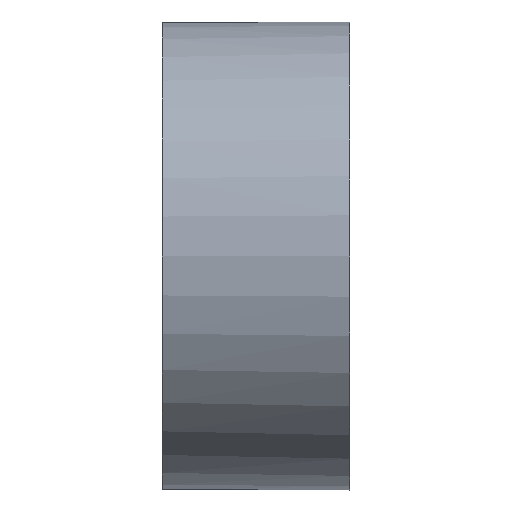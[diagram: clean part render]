
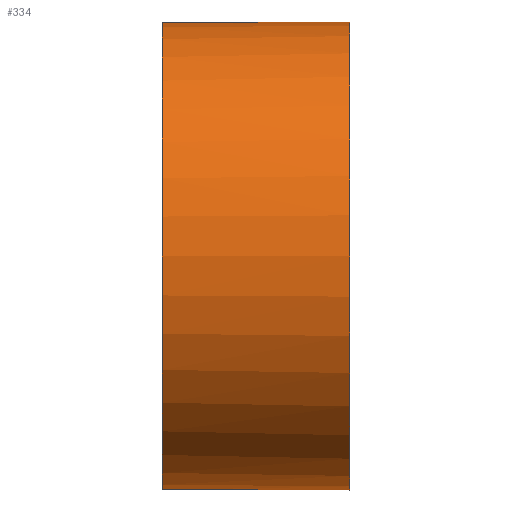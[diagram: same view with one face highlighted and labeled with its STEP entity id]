
A CAD part, left-side view. The second image highlights one B-rep face of the part: STEP entity #334.
In plain terms, the highlighted cylindrical face has radius 7.507 mm (diameter 15.014 mm), a full revolution.
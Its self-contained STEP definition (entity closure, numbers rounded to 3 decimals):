
#45=FACE_OUTER_BOUND('',#68,.T.);
#68=EDGE_LOOP('',(#271,#272,#273,#274,#275,#276,#277,#278));
#94=LINE('',#570,#117);
#95=LINE('',#574,#118);
#96=LINE('',#578,#119);
#117=VECTOR('',#469,10.);
#118=VECTOR('',#474,7.507);
#119=VECTOR('',#477,10.);
#133=CIRCLE('',#371,7.507);
#139=CIRCLE('',#383,7.507);
#140=CIRCLE('',#384,7.507);
#141=CIRCLE('',#385,7.507);
#159=VERTEX_POINT('',#542);
#167=VERTEX_POINT('',#566);
#168=VERTEX_POINT('',#568);
#169=VERTEX_POINT('',#572);
#170=VERTEX_POINT('',#575);
#171=VERTEX_POINT('',#577);
#194=EDGE_CURVE('',#159,#159,#133,.T.);
#207=EDGE_CURVE('',#167,#168,#94,.T.);
#208=EDGE_CURVE('',#169,#168,#139,.T.);
#209=EDGE_CURVE('',#169,#159,#95,.T.);
#210=EDGE_CURVE('',#170,#169,#140,.T.);
#211=EDGE_CURVE('',#171,#170,#96,.T.);
#212=EDGE_CURVE('',#167,#171,#141,.T.);
#271=ORIENTED_EDGE('',*,*,#207,.T.);
#272=ORIENTED_EDGE('',*,*,#208,.F.);
#273=ORIENTED_EDGE('',*,*,#209,.T.);
#274=ORIENTED_EDGE('',*,*,#194,.F.);
#275=ORIENTED_EDGE('',*,*,#209,.F.);
#276=ORIENTED_EDGE('',*,*,#210,.F.);
#277=ORIENTED_EDGE('',*,*,#211,.F.);
#278=ORIENTED_EDGE('',*,*,#212,.F.);
#318=CYLINDRICAL_SURFACE('',#382,7.507);
#334=ADVANCED_FACE('',(#45),#318,.T.);
#371=AXIS2_PLACEMENT_3D('',#543,#440,#441);
#382=AXIS2_PLACEMENT_3D('',#571,#470,#471);
#383=AXIS2_PLACEMENT_3D('',#573,#472,#473);
#384=AXIS2_PLACEMENT_3D('',#576,#475,#476);
#385=AXIS2_PLACEMENT_3D('',#579,#478,#479);
#440=DIRECTION('center_axis',(0.,-1.,0.));
#441=DIRECTION('ref_axis',(1.,0.,0.));
#469=DIRECTION('',(0.,1.,0.));
#470=DIRECTION('center_axis',(0.,1.,0.));
#471=DIRECTION('ref_axis',(1.,0.,0.));
#472=DIRECTION('center_axis',(0.,1.,0.));
#473=DIRECTION('ref_axis',(1.,0.,0.));
#474=DIRECTION('',(0.,-1.,0.));
#475=DIRECTION('center_axis',(0.,1.,0.));
#476=DIRECTION('ref_axis',(1.,0.,0.));
#477=DIRECTION('',(0.,1.,0.));
#478=DIRECTION('center_axis',(0.,1.,0.));
#479=DIRECTION('ref_axis',(1.,0.,0.));
#542=CARTESIAN_POINT('',(-17.498,-2.,0.));
#543=CARTESIAN_POINT('Origin',(-9.991,-2.,0.));
#566=CARTESIAN_POINT('',(-4.597,0.,5.22));
#568=CARTESIAN_POINT('',(-4.597,4.,5.22));
#570=CARTESIAN_POINT('',(-4.597,0.,5.22));
#571=CARTESIAN_POINT('Origin',(-9.991,0.,0.));
#572=CARTESIAN_POINT('',(-17.498,4.,0.));
#573=CARTESIAN_POINT('Origin',(-9.991,4.,0.));
#574=CARTESIAN_POINT('',(-17.498,0.,0.));
#575=CARTESIAN_POINT('',(-4.597,4.,-5.22));
#576=CARTESIAN_POINT('Origin',(-9.991,4.,0.));
#577=CARTESIAN_POINT('',(-4.597,0.,-5.22));
#578=CARTESIAN_POINT('',(-4.597,0.,-5.22));
#579=CARTESIAN_POINT('Origin',(-9.991,0.,0.));
